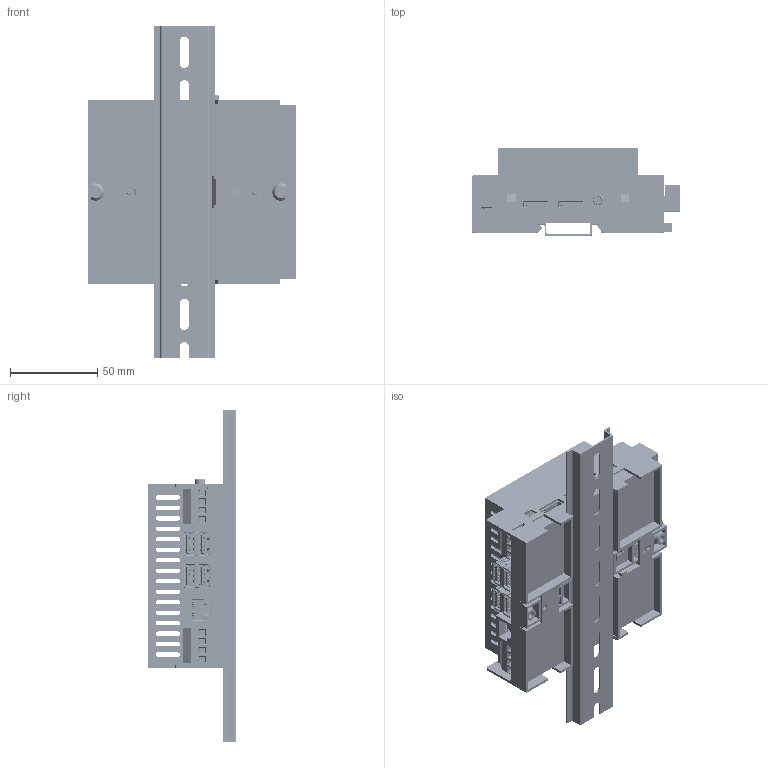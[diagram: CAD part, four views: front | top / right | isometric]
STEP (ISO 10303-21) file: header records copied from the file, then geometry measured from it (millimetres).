
FILE_DESCRIPTION (( 'STEP AP214' ), '1' );
FILE_NAME ('CESV-105.STEP', '2022-11-24T11:09:47', ( '' ), ( '' ), 'SwSTEP 2.0', 'SolidWorks 2017', '' );
FILE_SCHEMA (( 'AUTOMOTIVE_DESIGN' ));
Length unit declared in the file: millimetre
Products named in the file (37): Rail-35-190mm; USB3_CONTAC_LONG2; HDMI_socket_inside; Clip-Big; USB3_CON_LONG; plastec_jack3; Body-105; plastec_jack2; Euro fixed Terminal-4Way; Shell; plastec_jack4; HDMI_socket_small_pin_Valor predeterminado; USB3_IM_UPPER1; HDMI_socket_cover; Dual USB Port; USB3_IM_LOWER; RJ45 Ethernet Port; TopCover with Vetilation-CESVC-105 with Opening; USB3_IM_LOWER1; SHORT_SHELL; USB3_IM_UPPER; Component1; CESV-105; Audio Jack; USB3_CONTACT_LOWER; REAR_SHELL_SUS; Micro_USB; USB3_FRAME; USB3_SPACER; Screw-small; HDMI_socket_large_pin_Valor predeterminado; Euro Terminal5mm-Plug-In-20Way; USB3_CON_SHORT; BasePCB-CESP-105-01; USB_FINGER; Clip-Small; HDMI_Socket
Assembly tree (57 placements, depth 4):
  CESV-105
    Body-105
    Clip-Big
    Clip-Small
    BasePCB-CESP-105-01
    Euro Terminal5mm-Plug-In-20Way
    Screw-small  x2
    Rail-35-190mm
    Dual USB Port  x2
      REAR_SHELL_SUS
      SHORT_SHELL
      USB3_CON_LONG
      USB3_CON_SHORT
      USB3_FRAME
      USB3_IM_LOWER
        USB3_CONTACT_LOWER
        USB3_IM_LOWER1
      USB3_IM_UPPER
        USB3_CONTAC_LONG2
        USB3_IM_UPPER1
      USB3_SPACER
      USB_FINGER
    RJ45 Ethernet Port
      Shell
    Audio Jack
      Component1
      plastec_jack2
      plastec_jack3
      plastec_jack4
    Micro_USB
    HDMI_Socket  x2
      HDMI_socket_cover
      HDMI_socket_inside
      HDMI_socket_large_pin_Valor predeterminado
      HDMI_socket_small_pin_Valor predeterminado
    Euro fixed Terminal-4Way  x2
    TopCover with Vetilation-CESVC-105 with Opening
Bounding box: 118.8 x 50.55 x 190 mm (x, y, z)
Volume: 117623.8 mm3; surface area: 161115 mm2
Topology: 166 solids, 166 shells, 10503 faces, 28617 edges, 18452 vertices
Faces by surface type: plane 7493, cylinder 2508, bspline 340, cone 66, torus 56, sphere 40
Entity records: 190653 total; most frequent: CARTESIAN_POINT 38863, ORIENTED_EDGE 28742, DIRECTION 26883, EDGE_CURVE 14371, VECTOR 11183, LINE 11183, VERTEX_POINT 9221, AXIS2_PLACEMENT_3D 7850
